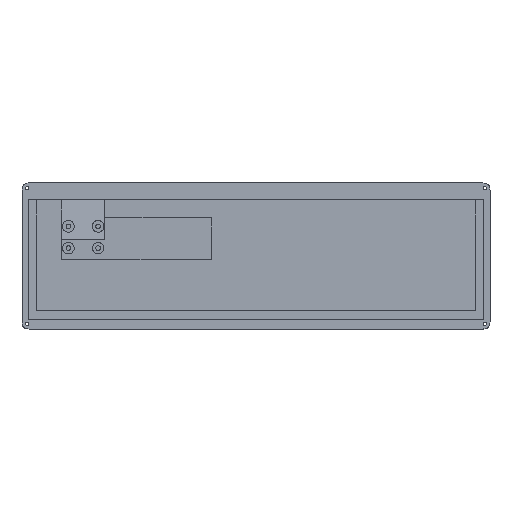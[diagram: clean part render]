
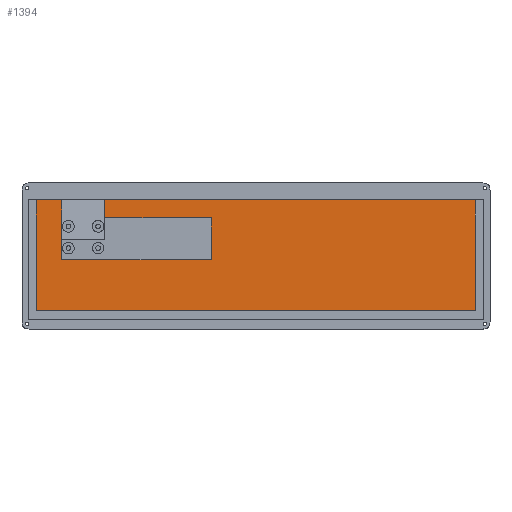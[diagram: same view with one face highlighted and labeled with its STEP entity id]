
A CAD part, top view. The second image highlights one B-rep face of the part: STEP entity #1394.
In plain terms, the highlighted planar face has unit normal (0, 0, 1).
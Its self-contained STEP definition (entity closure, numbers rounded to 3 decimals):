
#147=FACE_OUTER_BOUND('',#236,.T.);
#236=EDGE_LOOP('',(#941,#942,#943,#944,#945,#946,#947,#948,#949,#950));
#348=LINE('',#2045,#478);
#349=LINE('',#2048,#479);
#350=LINE('',#2050,#480);
#351=LINE('',#2052,#481);
#352=LINE('',#2054,#482);
#353=LINE('',#2056,#483);
#354=LINE('',#2058,#484);
#355=LINE('',#2060,#485);
#356=LINE('',#2062,#486);
#357=LINE('',#2063,#487);
#478=VECTOR('',#1633,10.);
#479=VECTOR('',#1636,10.);
#480=VECTOR('',#1637,10.);
#481=VECTOR('',#1638,10.);
#482=VECTOR('',#1639,10.);
#483=VECTOR('',#1640,10.);
#484=VECTOR('',#1641,10.);
#485=VECTOR('',#1642,10.);
#486=VECTOR('',#1643,10.);
#487=VECTOR('',#1644,10.);
#606=VERTEX_POINT('',#2039);
#608=VERTEX_POINT('',#2043);
#609=VERTEX_POINT('',#2047);
#610=VERTEX_POINT('',#2049);
#611=VERTEX_POINT('',#2051);
#612=VERTEX_POINT('',#2053);
#613=VERTEX_POINT('',#2055);
#614=VERTEX_POINT('',#2057);
#615=VERTEX_POINT('',#2059);
#616=VERTEX_POINT('',#2061);
#738=EDGE_CURVE('',#606,#608,#348,.T.);
#739=EDGE_CURVE('',#609,#606,#349,.T.);
#740=EDGE_CURVE('',#608,#610,#350,.T.);
#741=EDGE_CURVE('',#611,#610,#351,.T.);
#742=EDGE_CURVE('',#612,#611,#352,.T.);
#743=EDGE_CURVE('',#613,#612,#353,.T.);
#744=EDGE_CURVE('',#614,#613,#354,.T.);
#745=EDGE_CURVE('',#615,#614,#355,.T.);
#746=EDGE_CURVE('',#615,#616,#356,.T.);
#747=EDGE_CURVE('',#616,#609,#357,.T.);
#941=ORIENTED_EDGE('',*,*,#739,.T.);
#942=ORIENTED_EDGE('',*,*,#738,.T.);
#943=ORIENTED_EDGE('',*,*,#740,.T.);
#944=ORIENTED_EDGE('',*,*,#741,.F.);
#945=ORIENTED_EDGE('',*,*,#742,.F.);
#946=ORIENTED_EDGE('',*,*,#743,.F.);
#947=ORIENTED_EDGE('',*,*,#744,.F.);
#948=ORIENTED_EDGE('',*,*,#745,.F.);
#949=ORIENTED_EDGE('',*,*,#746,.T.);
#950=ORIENTED_EDGE('',*,*,#747,.T.);
#1342=PLANE('',#1488);
#1394=ADVANCED_FACE('',(#147),#1342,.T.);
#1488=AXIS2_PLACEMENT_3D('',#2046,#1634,#1635);
#1633=DIRECTION('',(-1.,0.,0.));
#1634=DIRECTION('center_axis',(0.,0.,1.));
#1635=DIRECTION('ref_axis',(1.,0.,0.));
#1636=DIRECTION('',(0.,-1.,0.));
#1637=DIRECTION('',(0.,1.,0.));
#1638=DIRECTION('',(1.,0.,0.));
#1639=DIRECTION('',(0.,1.,0.));
#1640=DIRECTION('',(-1.,0.,0.));
#1641=DIRECTION('',(0.,-1.,0.));
#1642=DIRECTION('',(1.,0.,0.));
#1643=DIRECTION('',(0.,-1.,0.));
#1644=DIRECTION('',(1.,0.,0.));
#2039=CARTESIAN_POINT('',(-31.,0.,-9.));
#2043=CARTESIAN_POINT('',(-135.,0.,-9.));
#2045=CARTESIAN_POINT('',(-15.5,0.,-9.));
#2046=CARTESIAN_POINT('Origin',(0.,2.9,-9.));
#2047=CARTESIAN_POINT('',(-31.,29.,-9.));
#2048=CARTESIAN_POINT('',(-31.,13.95,-9.));
#2049=CARTESIAN_POINT('',(-135.,41.481,-9.));
#2050=CARTESIAN_POINT('',(-135.,2.45,-9.));
#2051=CARTESIAN_POINT('',(-152.638,41.481,-9.));
#2052=CARTESIAN_POINT('',(-80.069,41.481,-9.));
#2053=CARTESIAN_POINT('',(-152.638,-35.569,-9.));
#2054=CARTESIAN_POINT('',(-152.638,-16.335,-9.));
#2055=CARTESIAN_POINT('',(152.388,-35.569,-9.));
#2056=CARTESIAN_POINT('',(77.194,-35.569,-9.));
#2057=CARTESIAN_POINT('',(152.388,41.481,-9.));
#2058=CARTESIAN_POINT('',(152.388,22.135,-9.));
#2059=CARTESIAN_POINT('',(-105.,41.481,-9.));
#2060=CARTESIAN_POINT('',(-80.069,41.481,-9.));
#2061=CARTESIAN_POINT('',(-105.,29.,-9.));
#2062=CARTESIAN_POINT('',(-105.,22.191,-9.));
#2063=CARTESIAN_POINT('',(-33.,29.,-9.));
